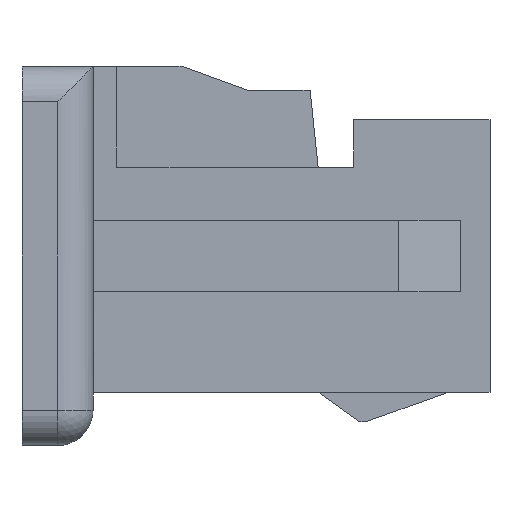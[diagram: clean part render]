
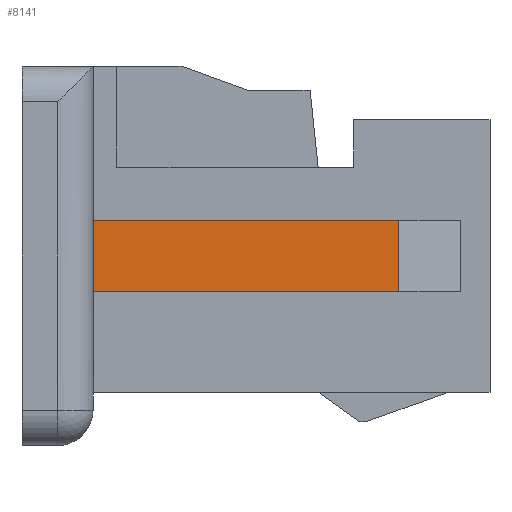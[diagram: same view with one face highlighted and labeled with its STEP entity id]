
A CAD part, left-side view. The second image highlights one B-rep face of the part: STEP entity #8141.
In plain terms, the highlighted planar face has unit normal (-1, 0, 0).
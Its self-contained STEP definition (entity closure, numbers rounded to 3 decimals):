
#5914 = PLANE('',#5915);
#5915 = AXIS2_PLACEMENT_3D('',#5916,#5917,#5918);
#5916 = CARTESIAN_POINT('',(1.475,1.375,-1.6));
#5917 = DIRECTION('',(0.,-1.,0.));
#5918 = DIRECTION('',(1.,0.,0.));
#6876 = VERTEX_POINT('',#6877);
#6877 = CARTESIAN_POINT('',(-1.775,1.375,0.3));
#6891 = PLANE('',#6892);
#6892 = AXIS2_PLACEMENT_3D('',#6893,#6894,#6895);
#6893 = CARTESIAN_POINT('',(0.,0.,0.3));
#6894 = DIRECTION('',(0.,0.,1.));
#6895 = DIRECTION('',(1.,0.,0.));
#6903 = EDGE_CURVE('',#6904,#6876,#6906,.T.);
#6904 = VERTEX_POINT('',#6905);
#6905 = CARTESIAN_POINT('',(-1.775,1.375,-0.3));
#6906 = SURFACE_CURVE('',#6907,(#6911,#6918),.PCURVE_S1.);
#6907 = LINE('',#6908,#6909);
#6908 = CARTESIAN_POINT('',(-1.775,1.375,-0.3));
#6909 = VECTOR('',#6910,1.);
#6910 = DIRECTION('',(0.,0.,1.));
#6911 = PCURVE('',#5914,#6912);
#6912 = DEFINITIONAL_REPRESENTATION('',(#6913),#6917);
#6913 = LINE('',#6914,#6915);
#6914 = CARTESIAN_POINT('',(-3.25,1.3));
#6915 = VECTOR('',#6916,1.);
#6916 = DIRECTION('',(0.,1.));
#6917 = ( GEOMETRIC_REPRESENTATION_CONTEXT(2) 
PARAMETRIC_REPRESENTATION_CONTEXT() REPRESENTATION_CONTEXT('2D SPACE',''
  ) );
#6918 = PCURVE('',#6919,#6924);
#6919 = PLANE('',#6920);
#6920 = AXIS2_PLACEMENT_3D('',#6921,#6922,#6923);
#6921 = CARTESIAN_POINT('',(-1.775,1.375,-0.3));
#6922 = DIRECTION('',(-1.,0.,0.));
#6923 = DIRECTION('',(0.,-1.,0.));
#6924 = DEFINITIONAL_REPRESENTATION('',(#6925),#6929);
#6925 = LINE('',#6926,#6927);
#6926 = CARTESIAN_POINT('',(0.,0.));
#6927 = VECTOR('',#6928,1.);
#6928 = DIRECTION('',(0.,1.));
#6929 = ( GEOMETRIC_REPRESENTATION_CONTEXT(2) 
PARAMETRIC_REPRESENTATION_CONTEXT() REPRESENTATION_CONTEXT('2D SPACE',''
  ) );
#6947 = PLANE('',#6948);
#6948 = AXIS2_PLACEMENT_3D('',#6949,#6950,#6951);
#6949 = CARTESIAN_POINT('',(0.,0.,-0.3));
#6950 = DIRECTION('',(0.,0.,1.));
#6951 = DIRECTION('',(1.,0.,0.));
#7500 = PLANE('',#7501);
#7501 = AXIS2_PLACEMENT_3D('',#7502,#7503,#7504);
#7502 = CARTESIAN_POINT('',(-1.775,-1.205,-0.3));
#7503 = DIRECTION('',(-0.866,-0.5,0.));
#7504 = DIRECTION('',(0.5,-0.866,0.));
#7924 = VERTEX_POINT('',#7925);
#7925 = CARTESIAN_POINT('',(-1.775,-1.205,0.3));
#7946 = EDGE_CURVE('',#6876,#7924,#7947,.T.);
#7947 = SURFACE_CURVE('',#7948,(#7952,#7959),.PCURVE_S1.);
#7948 = LINE('',#7949,#7950);
#7949 = CARTESIAN_POINT('',(-1.775,1.375,0.3));
#7950 = VECTOR('',#7951,1.);
#7951 = DIRECTION('',(0.,-1.,0.));
#7952 = PCURVE('',#6891,#7953);
#7953 = DEFINITIONAL_REPRESENTATION('',(#7954),#7958);
#7954 = LINE('',#7955,#7956);
#7955 = CARTESIAN_POINT('',(-1.775,1.375));
#7956 = VECTOR('',#7957,1.);
#7957 = DIRECTION('',(0.,-1.));
#7958 = ( GEOMETRIC_REPRESENTATION_CONTEXT(2) 
PARAMETRIC_REPRESENTATION_CONTEXT() REPRESENTATION_CONTEXT('2D SPACE',''
  ) );
#7959 = PCURVE('',#6919,#7960);
#7960 = DEFINITIONAL_REPRESENTATION('',(#7961),#7965);
#7961 = LINE('',#7962,#7963);
#7962 = CARTESIAN_POINT('',(0.,0.6));
#7963 = VECTOR('',#7964,1.);
#7964 = DIRECTION('',(1.,0.));
#7965 = ( GEOMETRIC_REPRESENTATION_CONTEXT(2) 
PARAMETRIC_REPRESENTATION_CONTEXT() REPRESENTATION_CONTEXT('2D SPACE',''
  ) );
#8022 = VERTEX_POINT('',#8023);
#8023 = CARTESIAN_POINT('',(-1.775,-1.205,-0.3));
#8044 = EDGE_CURVE('',#8022,#7924,#8045,.T.);
#8045 = SURFACE_CURVE('',#8046,(#8050,#8057),.PCURVE_S1.);
#8046 = LINE('',#8047,#8048);
#8047 = CARTESIAN_POINT('',(-1.775,-1.205,-0.3));
#8048 = VECTOR('',#8049,1.);
#8049 = DIRECTION('',(0.,0.,1.));
#8050 = PCURVE('',#7500,#8051);
#8051 = DEFINITIONAL_REPRESENTATION('',(#8052),#8056);
#8052 = LINE('',#8053,#8054);
#8053 = CARTESIAN_POINT('',(0.,0.));
#8054 = VECTOR('',#8055,1.);
#8055 = DIRECTION('',(0.,1.));
#8056 = ( GEOMETRIC_REPRESENTATION_CONTEXT(2) 
PARAMETRIC_REPRESENTATION_CONTEXT() REPRESENTATION_CONTEXT('2D SPACE',''
  ) );
#8057 = PCURVE('',#6919,#8058);
#8058 = DEFINITIONAL_REPRESENTATION('',(#8059),#8063);
#8059 = LINE('',#8060,#8061);
#8060 = CARTESIAN_POINT('',(2.58,0.));
#8061 = VECTOR('',#8062,1.);
#8062 = DIRECTION('',(0.,1.));
#8063 = ( GEOMETRIC_REPRESENTATION_CONTEXT(2) 
PARAMETRIC_REPRESENTATION_CONTEXT() REPRESENTATION_CONTEXT('2D SPACE',''
  ) );
#8071 = EDGE_CURVE('',#6904,#8022,#8072,.T.);
#8072 = SURFACE_CURVE('',#8073,(#8077,#8084),.PCURVE_S1.);
#8073 = LINE('',#8074,#8075);
#8074 = CARTESIAN_POINT('',(-1.775,1.375,-0.3));
#8075 = VECTOR('',#8076,1.);
#8076 = DIRECTION('',(0.,-1.,0.));
#8077 = PCURVE('',#6947,#8078);
#8078 = DEFINITIONAL_REPRESENTATION('',(#8079),#8083);
#8079 = LINE('',#8080,#8081);
#8080 = CARTESIAN_POINT('',(-1.775,1.375));
#8081 = VECTOR('',#8082,1.);
#8082 = DIRECTION('',(0.,-1.));
#8083 = ( GEOMETRIC_REPRESENTATION_CONTEXT(2) 
PARAMETRIC_REPRESENTATION_CONTEXT() REPRESENTATION_CONTEXT('2D SPACE',''
  ) );
#8084 = PCURVE('',#6919,#8085);
#8085 = DEFINITIONAL_REPRESENTATION('',(#8086),#8090);
#8086 = LINE('',#8087,#8088);
#8087 = CARTESIAN_POINT('',(0.,0.));
#8088 = VECTOR('',#8089,1.);
#8089 = DIRECTION('',(1.,0.));
#8090 = ( GEOMETRIC_REPRESENTATION_CONTEXT(2) 
PARAMETRIC_REPRESENTATION_CONTEXT() REPRESENTATION_CONTEXT('2D SPACE',''
  ) );
#8141 = ADVANCED_FACE('',(#8142),#6919,.T.);
#8142 = FACE_BOUND('',#8143,.F.);
#8143 = EDGE_LOOP('',(#8144,#8145,#8146,#8147));
#8144 = ORIENTED_EDGE('',*,*,#8071,.F.);
#8145 = ORIENTED_EDGE('',*,*,#6903,.T.);
#8146 = ORIENTED_EDGE('',*,*,#7946,.T.);
#8147 = ORIENTED_EDGE('',*,*,#8044,.F.);
